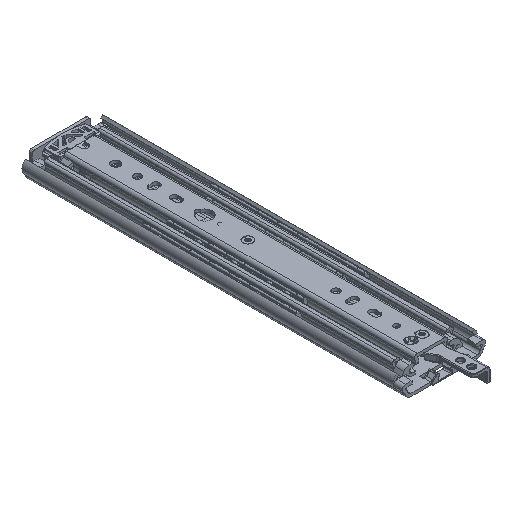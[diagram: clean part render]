
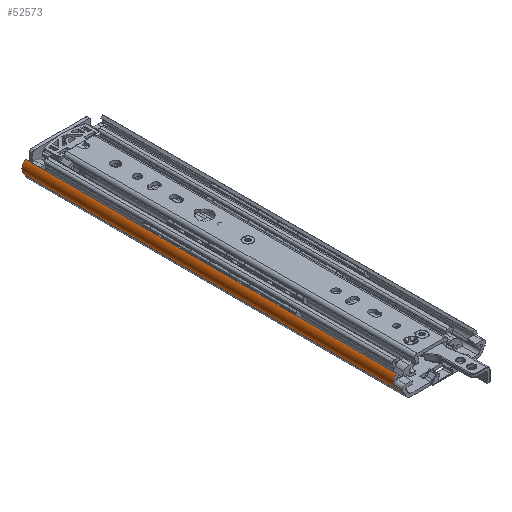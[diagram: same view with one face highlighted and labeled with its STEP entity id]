
A CAD part, isometric view. The second image highlights one B-rep face of the part: STEP entity #52573.
In plain terms, the highlighted cylindrical face has radius 7.6 mm (diameter 15.2 mm), a partial arc.
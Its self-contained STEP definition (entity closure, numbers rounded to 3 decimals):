
#2240=CYLINDRICAL_SURFACE('',#56393,7.6);
#3696=FACE_OUTER_BOUND('',#6839,.T.);
#6839=EDGE_LOOP('',(#35359,#35360,#35361,#35362,#35363,#35364));
#10117=LINE('',#79473,#14382);
#10132=LINE('',#79513,#14397);
#10149=LINE('',#79553,#14414);
#14382=VECTOR('',#62855,10.);
#14397=VECTOR('',#62906,10.);
#14414=VECTOR('',#62969,10.);
#18559=CIRCLE('',#56248,7.6);
#18591=CIRCLE('',#56322,7.6);
#18609=CIRCLE('',#56365,7.6);
#21449=VERTEX_POINT('',#79226);
#21450=VERTEX_POINT('',#79228);
#21498=VERTEX_POINT('',#79400);
#21499=VERTEX_POINT('',#79402);
#21517=VERTEX_POINT('',#79471);
#21524=VERTEX_POINT('',#79501);
#26686=EDGE_CURVE('',#21450,#21449,#18559,.T.);
#26773=EDGE_CURVE('',#21499,#21498,#18591,.T.);
#26808=EDGE_CURVE('',#21449,#21517,#10117,.T.);
#26823=EDGE_CURVE('',#21517,#21524,#18609,.T.);
#26828=EDGE_CURVE('',#21524,#21499,#10132,.T.);
#26845=EDGE_CURVE('',#21450,#21498,#10149,.T.);
#35359=ORIENTED_EDGE('',*,*,#26773,.T.);
#35360=ORIENTED_EDGE('',*,*,#26845,.F.);
#35361=ORIENTED_EDGE('',*,*,#26686,.T.);
#35362=ORIENTED_EDGE('',*,*,#26808,.T.);
#35363=ORIENTED_EDGE('',*,*,#26823,.T.);
#35364=ORIENTED_EDGE('',*,*,#26828,.T.);
#52573=ADVANCED_FACE('',(#3696),#2240,.T.);
#56248=AXIS2_PLACEMENT_3D('',#79229,#62573,#62574);
#56322=AXIS2_PLACEMENT_3D('',#79403,#62772,#62773);
#56365=AXIS2_PLACEMENT_3D('',#79503,#62890,#62891);
#56393=AXIS2_PLACEMENT_3D('',#79552,#62967,#62968);
#62573=DIRECTION('center_axis',(0.,1.,0.));
#62574=DIRECTION('ref_axis',(-0.705,0.,-0.709));
#62772=DIRECTION('center_axis',(0.,-1.,0.));
#62773=DIRECTION('ref_axis',(0.705,0.,0.709));
#62855=DIRECTION('',(0.,1.,0.));
#62890=DIRECTION('center_axis',(0.,1.,0.));
#62891=DIRECTION('ref_axis',(0.705,0.,0.709));
#62906=DIRECTION('',(0.,1.,0.));
#62967=DIRECTION('center_axis',(0.,1.,0.));
#62968=DIRECTION('ref_axis',(0.705,0.,0.709));
#62969=DIRECTION('',(0.,1.,0.));
#79226=CARTESIAN_POINT('',(-37.625,0.,7.957));
#79228=CARTESIAN_POINT('',(-35.857,0.,5.209));
#79229=CARTESIAN_POINT('Origin',(-30.5,0.,
10.6));
#79400=CARTESIAN_POINT('',(-35.857,345.,5.209));
#79402=CARTESIAN_POINT('',(-35.033,345.,16.7));
#79403=CARTESIAN_POINT('Origin',(-30.5,345.,10.6));
#79471=CARTESIAN_POINT('',(-37.625,8.,7.957));
#79473=CARTESIAN_POINT('',(-37.625,0.,7.957));
#79501=CARTESIAN_POINT('',(-35.033,8.,16.7));
#79503=CARTESIAN_POINT('Origin',(-30.5,8.,10.6));
#79513=CARTESIAN_POINT('',(-35.033,0.,16.7));
#79552=CARTESIAN_POINT('Origin',(-30.5,0.,10.6));
#79553=CARTESIAN_POINT('',(-35.857,0.,5.209));
